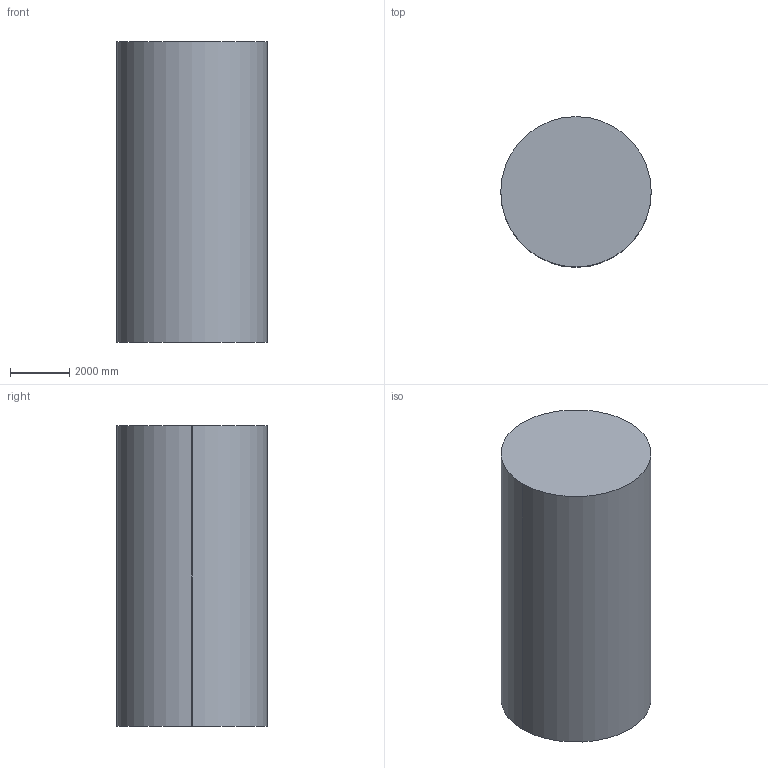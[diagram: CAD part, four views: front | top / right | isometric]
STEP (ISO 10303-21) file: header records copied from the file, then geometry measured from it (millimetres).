
FILE_DESCRIPTION((''),'1');
FILE_NAME('LIO_CYL','1998-11-06T13:24:35',('jp'),(''),'PRO/ENGINEER BY PARAMETRIC TECHNOLOGY CORPORATION, 9811','PRO/ENGINEER BY PARAMETRIC TECHNOLOGY CORPORATION, 9811','');
FILE_SCHEMA(('CONFIG_CONTROL_DESIGN'));
Length unit declared in the file: inch
Products named in the file (1): LIO_CYL
Bounding box: 5080 x 5080 x 10160 mm (x, y, z)
Surface area: 202682991.6 mm2 (no closed solid volume)
Topology: 0 solids, 0 shells, 4 faces, 13 edges, 14 vertices
Faces by surface type: plane 2, cylinder 2
Entity records: 126 total; most frequent: DIRECTION 19, COMPOSITE_CURVE_SEGMENT 12, CARTESIAN_POINT 11, AXIS2_PLACEMENT_3D 8, TRIMMED_CURVE 7, CURVE_BOUNDED_SURFACE 4, PERSON_AND_ORGANIZATION_ROLE 4, CC_DESIGN_PERSON_AND_ORGANIZATION_ASSIGNMENT 4
